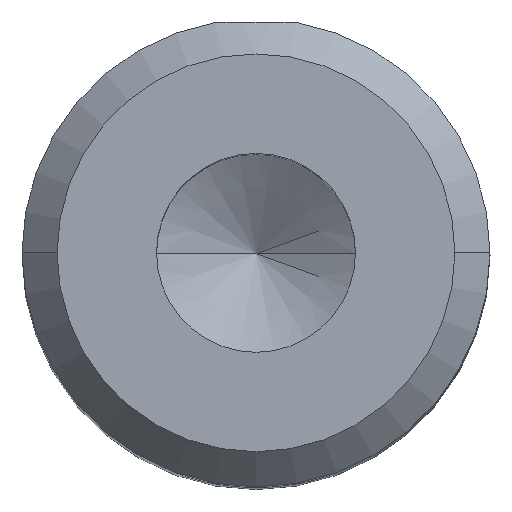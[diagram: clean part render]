
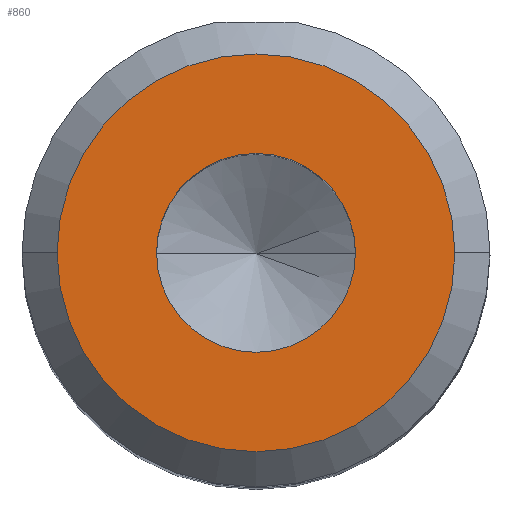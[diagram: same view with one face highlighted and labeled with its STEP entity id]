
A CAD part, top view. The second image highlights one B-rep face of the part: STEP entity #860.
In plain terms, the highlighted planar face has unit normal (0, 0, 1).
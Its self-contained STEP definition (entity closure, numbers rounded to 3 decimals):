
#47 = AXIS2_PLACEMENT_3D ( 'NONE', #1286, #681, #64 ) ;
#64 = DIRECTION ( 'NONE',  ( 1., 0., 0. ) ) ;
#124 = AXIS2_PLACEMENT_3D ( 'NONE', #1100, #501, #1204 ) ;
#170 = DIRECTION ( 'NONE',  ( 1., 0., 0. ) ) ;
#226 = CARTESIAN_POINT ( 'NONE',  ( 8.5, 0., 35. ) ) ;
#227 = ORIENTED_EDGE ( 'NONE', *, *, #838, .T. ) ;
#237 = CIRCLE ( 'NONE', #124, 8.5 ) ;
#245 = VERTEX_POINT ( 'NONE', #519 ) ;
#268 = PLANE ( 'NONE',  #1299 ) ;
#269 = FACE_OUTER_BOUND ( 'NONE', #338, .T. ) ;
#291 = CARTESIAN_POINT ( 'NONE',  ( 0., 0., 35. ) ) ;
#338 = EDGE_LOOP ( 'NONE', ( #830, #227 ) ) ;
#394 = AXIS2_PLACEMENT_3D ( 'NONE', #291, #1004, #398 ) ;
#398 = DIRECTION ( 'NONE',  ( 1., 0., 0. ) ) ;
#419 = CARTESIAN_POINT ( 'NONE',  ( 4.25, 0., 35. ) ) ;
#483 = CARTESIAN_POINT ( 'NONE',  ( 0., 0., 35. ) ) ;
#485 = CIRCLE ( 'NONE', #1086, 4.25 ) ;
#501 = DIRECTION ( 'NONE',  ( 0., 0., 1. ) ) ;
#519 = CARTESIAN_POINT ( 'NONE',  ( -8.5, 0., 35. ) ) ;
#590 = CARTESIAN_POINT ( 'NONE',  ( 0., 0., 35. ) ) ;
#668 = ORIENTED_EDGE ( 'NONE', *, *, #1170, .F. ) ;
#681 = DIRECTION ( 'NONE',  ( 0., 0., 1. ) ) ;
#695 = DIRECTION ( 'NONE',  ( 1., 0., 0. ) ) ;
#700 = EDGE_LOOP ( 'NONE', ( #668, #1227 ) ) ;
#751 = CIRCLE ( 'NONE', #394, 4.25 ) ;
#785 = DIRECTION ( 'NONE',  ( 0., 0., 1. ) ) ;
#830 = ORIENTED_EDGE ( 'NONE', *, *, #1165, .T. ) ;
#838 = EDGE_CURVE ( 'NONE', #1306, #245, #843, .T. ) ;
#843 = CIRCLE ( 'NONE', #47, 8.5 ) ;
#860 = ADVANCED_FACE ( 'NONE', ( #269, #1321 ), #268, .T. ) ;
#915 = EDGE_CURVE ( 'NONE', #971, #1115, #485, .T. ) ;
#971 = VERTEX_POINT ( 'NONE', #1203 ) ;
#1004 = DIRECTION ( 'NONE',  ( 0., 0., 1. ) ) ;
#1086 = AXIS2_PLACEMENT_3D ( 'NONE', #590, #1303, #695 ) ;
#1100 = CARTESIAN_POINT ( 'NONE',  ( 0., 0., 35. ) ) ;
#1115 = VERTEX_POINT ( 'NONE', #419 ) ;
#1165 = EDGE_CURVE ( 'NONE', #245, #1306, #237, .T. ) ;
#1170 = EDGE_CURVE ( 'NONE', #1115, #971, #751, .T. ) ;
#1203 = CARTESIAN_POINT ( 'NONE',  ( -4.25, 0., 35. ) ) ;
#1204 = DIRECTION ( 'NONE',  ( 1., 0., 0. ) ) ;
#1227 = ORIENTED_EDGE ( 'NONE', *, *, #915, .F. ) ;
#1286 = CARTESIAN_POINT ( 'NONE',  ( 0., 0., 35. ) ) ;
#1299 = AXIS2_PLACEMENT_3D ( 'NONE', #483, #785, #170 ) ;
#1303 = DIRECTION ( 'NONE',  ( 0., 0., 1. ) ) ;
#1306 = VERTEX_POINT ( 'NONE', #226 ) ;
#1321 = FACE_BOUND ( 'NONE', #700, .T. ) ;
